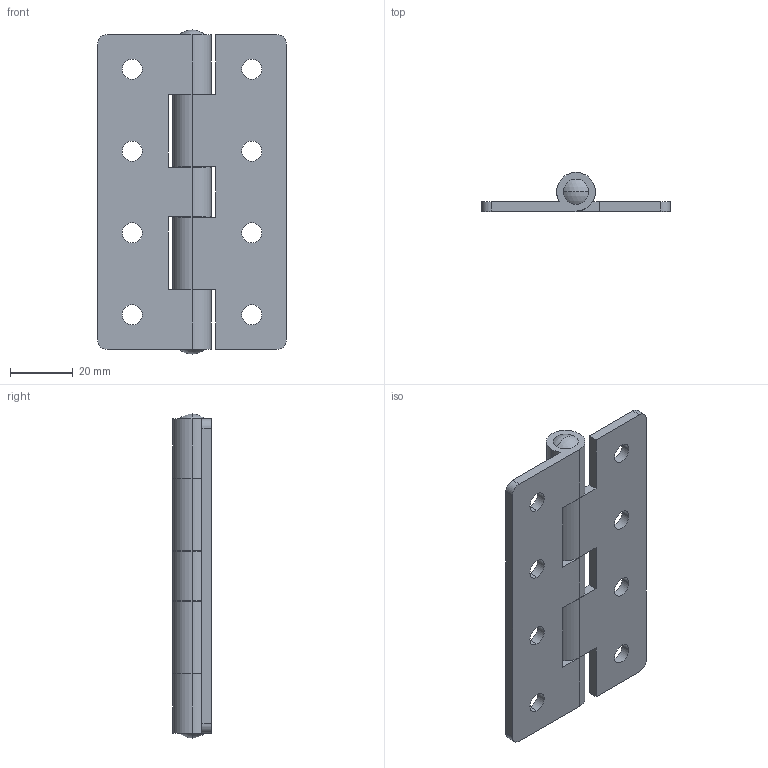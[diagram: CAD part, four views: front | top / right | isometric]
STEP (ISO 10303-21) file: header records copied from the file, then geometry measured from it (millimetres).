
FILE_DESCRIPTION (( 'STEP AP203' ), '1' );
FILE_NAME ('B-1078-16.STEP', '2022-06-06T05:44:13', ( '' ), ( '' ), 'SwSTEP 2.0', 'SolidWorks 2021', '' );
FILE_SCHEMA (( 'CONFIG_CONTROL_DESIGN' ));
Length unit declared in the file: millimetre
Products named in the file (4): B-1078-6,16僸儞僕B__B-1078-16; B-1078-6,16僔儍僼僩_; B-1078-6,16僸儞僕A__B-1078-16; B-1078-16
Assembly tree (3 placements, depth 2):
  B-1078-16
    B-1078-6,16僔儍僼僩_
    B-1078-6,16僸儞僕A__B-1078-16
    B-1078-6,16僸儞僕B__B-1078-16
Bounding box: 60 x 12.3 x 103 mm (x, y, z)
Volume: 25484.6 mm3; surface area: 19307.9 mm2
Topology: 3 solids, 3 shells, 76 faces, 206 edges, 138 vertices
Faces by surface type: cylinder 47, plane 25, sphere 4
Entity records: 2914 total; most frequent: DIRECTION 472, CARTESIAN_POINT 426, ORIENTED_EDGE 412, EDGE_CURVE 206, AXIS2_PLACEMENT_3D 184, VERTEX_POINT 138, EDGE_LOOP 104, LINE 104
